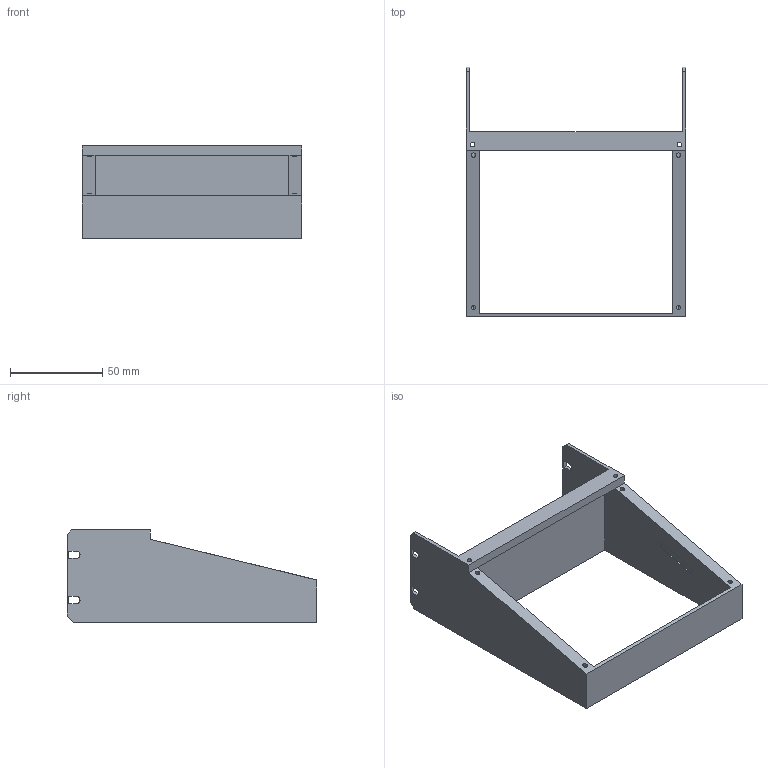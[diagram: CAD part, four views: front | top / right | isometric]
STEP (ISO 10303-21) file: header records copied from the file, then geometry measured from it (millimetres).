
FILE_DESCRIPTION (( 'STEP AP203' ), '1' );
FILE_NAME ('display mount-body-1 (V2).STEP', '2021-11-19T20:30:10', ( '' ), ( '' ), 'SwSTEP 2.0', 'SolidWorks 2020', '' );
FILE_SCHEMA (( 'CONFIG_CONTROL_DESIGN' ));
Length unit declared in the file: millimetre
Products named in the file (1): display mount-body-1 (V2)
Bounding box: 119 x 135.25 x 50 mm (x, y, z)
Volume: 73999.5 mm3; surface area: 44900.4 mm2
Topology: 1 solids, 2 shells, 79 faces, 214 edges, 138 vertices
Faces by surface type: plane 51, cylinder 20, cone 8
Entity records: 2569 total; most frequent: CARTESIAN_POINT 482, ORIENTED_EDGE 420, DIRECTION 396, EDGE_CURVE 210, LINE 156, VECTOR 156, VERTEX_POINT 138, AXIS2_PLACEMENT_3D 120
